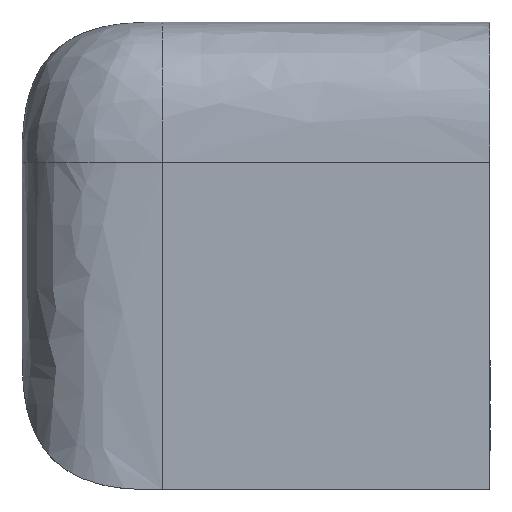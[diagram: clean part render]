
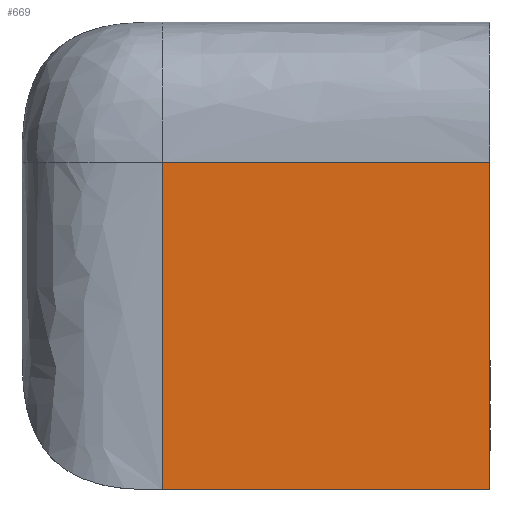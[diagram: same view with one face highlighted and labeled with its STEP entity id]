
A CAD part, left-side view. The second image highlights one B-rep face of the part: STEP entity #669.
In plain terms, the highlighted planar face has unit normal (-1, 0, 0).
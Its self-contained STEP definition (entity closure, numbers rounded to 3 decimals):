
#11 = ORIENTED_EDGE ( 'NONE', *, *, #1579, .T. ) ;
#33 = ORIENTED_EDGE ( 'NONE', *, *, #107, .F. ) ;
#74 = DIRECTION ( 'NONE',  ( 1., 0., 0. ) ) ;
#107 = EDGE_CURVE ( 'NONE', #1793, #1290, #1243, .T. ) ;
#236 = CARTESIAN_POINT ( 'NONE',  ( -4.067, -5., 5. ) ) ;
#246 = VERTEX_POINT ( 'NONE', #1288 ) ;
#337 = VECTOR ( 'NONE', #532, 1000. ) ;
#339 = LINE ( 'NONE', #1186, #632 ) ;
#346 = EDGE_CURVE ( 'NONE', #770, #246, #1140, .T. ) ;
#532 = DIRECTION ( 'NONE',  ( 0., 0., -1. ) ) ;
#536 = CARTESIAN_POINT ( 'NONE',  ( -4.067, -5., 2. ) ) ;
#569 = CARTESIAN_POINT ( 'NONE',  ( -4.067, 2., 2. ) ) ;
#630 = CARTESIAN_POINT ( 'NONE',  ( -4.067, -5., -5. ) ) ;
#632 = VECTOR ( 'NONE', #1504, 1000. ) ;
#661 = ORIENTED_EDGE ( 'NONE', *, *, #346, .T. ) ;
#669 = ADVANCED_FACE ( 'NONE', ( #787 ), #1791, .F. ) ;
#681 = B_SPLINE_CURVE_WITH_KNOTS ( 'NONE', 3,
 ( #687, #1116, #1824, #1533 ),
 .UNSPECIFIED., .F., .F.,
 ( 4, 4 ),
 ( 0., 1. ),
 .UNSPECIFIED. ) ;
#687 = CARTESIAN_POINT ( 'NONE',  ( -4.067, -5., 2. ) ) ;
#689 = CARTESIAN_POINT ( 'NONE',  ( -4.067, 2., -2.667 ) ) ;
#698 = CARTESIAN_POINT ( 'NONE',  ( -4.067, 2., -5. ) ) ;
#770 = VERTEX_POINT ( 'NONE', #569 ) ;
#787 = FACE_OUTER_BOUND ( 'NONE', #947, .T. ) ;
#801 = AXIS2_PLACEMENT_3D ( 'NONE', #236, #74, #1342 ) ;
#872 = ORIENTED_EDGE ( 'NONE', *, *, #1138, .T. ) ;
#947 = EDGE_LOOP ( 'NONE', ( #872, #661, #11, #33 ) ) ;
#1116 = CARTESIAN_POINT ( 'NONE',  ( -4.067, -2.667, 2. ) ) ;
#1138 = EDGE_CURVE ( 'NONE', #1793, #770, #681, .T. ) ;
#1140 = B_SPLINE_CURVE_WITH_KNOTS ( 'NONE', 3,
 ( #1703, #1672, #689, #698 ),
 .UNSPECIFIED., .F., .F.,
 ( 4, 4 ),
 ( 0., 1. ),
 .UNSPECIFIED. ) ;
#1186 = CARTESIAN_POINT ( 'NONE',  ( -4.067, -5., -5. ) ) ;
#1243 = LINE ( 'NONE', #1798, #337 ) ;
#1288 = CARTESIAN_POINT ( 'NONE',  ( -4.067, 2., -5. ) ) ;
#1290 = VERTEX_POINT ( 'NONE', #630 ) ;
#1342 = DIRECTION ( 'NONE',  ( 0., 0., -1. ) ) ;
#1504 = DIRECTION ( 'NONE',  ( 0., -1., 0. ) ) ;
#1533 = CARTESIAN_POINT ( 'NONE',  ( -4.067, 2., 2. ) ) ;
#1579 = EDGE_CURVE ( 'NONE', #246, #1290, #339, .T. ) ;
#1672 = CARTESIAN_POINT ( 'NONE',  ( -4.067, 2., -0.333 ) ) ;
#1703 = CARTESIAN_POINT ( 'NONE',  ( -4.067, 2., 2. ) ) ;
#1791 = PLANE ( 'NONE',  #801 ) ;
#1793 = VERTEX_POINT ( 'NONE', #536 ) ;
#1798 = CARTESIAN_POINT ( 'NONE',  ( -4.067, -5., 5. ) ) ;
#1824 = CARTESIAN_POINT ( 'NONE',  ( -4.067, -0.333, 2. ) ) ;
